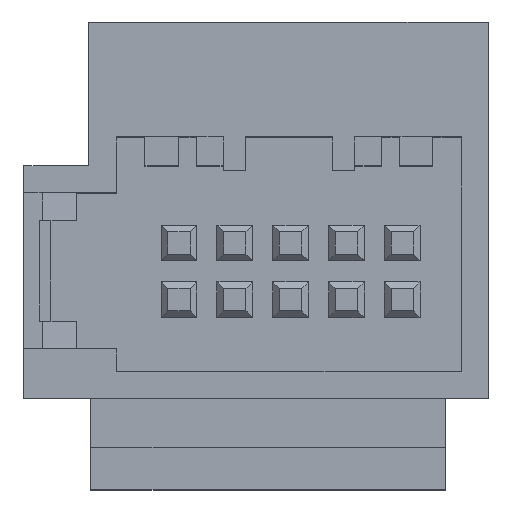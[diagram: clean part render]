
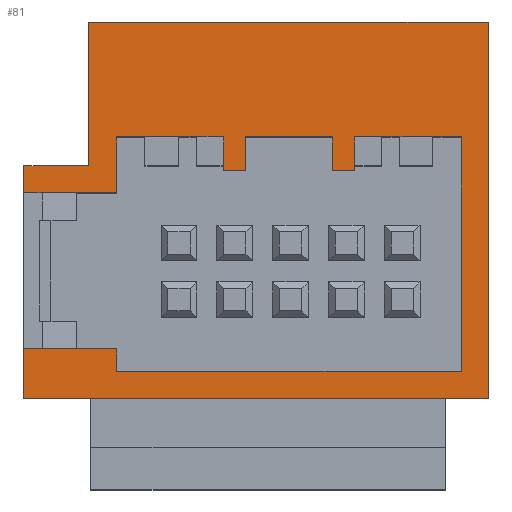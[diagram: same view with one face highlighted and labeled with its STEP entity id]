
A CAD part, top view. The second image highlights one B-rep face of the part: STEP entity #81.
In plain terms, the highlighted planar face has unit normal (0, 0, 1).
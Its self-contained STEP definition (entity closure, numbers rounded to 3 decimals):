
#81=ADVANCED_FACE('',(#404),#246,.F.);
#246=PLANE('',#3282);
#404=FACE_OUTER_BOUND('',#565,.T.);
#565=EDGE_LOOP('',(#782,#783,#784,#785,#786,#787,#788,#789,#790,#791,#792,
#793,#794,#795,#796,#797,#798,#799,#800,#801,#802,#803));
#782=ORIENTED_EDGE('',*,*,#1988,.T.);
#783=ORIENTED_EDGE('',*,*,#1989,.F.);
#784=ORIENTED_EDGE('',*,*,#1990,.T.);
#785=ORIENTED_EDGE('',*,*,#1983,.T.);
#786=ORIENTED_EDGE('',*,*,#1991,.F.);
#787=ORIENTED_EDGE('',*,*,#1992,.T.);
#788=ORIENTED_EDGE('',*,*,#1993,.T.);
#789=ORIENTED_EDGE('',*,*,#1994,.T.);
#790=ORIENTED_EDGE('',*,*,#1995,.F.);
#791=ORIENTED_EDGE('',*,*,#1996,.F.);
#792=ORIENTED_EDGE('',*,*,#1961,.T.);
#793=ORIENTED_EDGE('',*,*,#1997,.T.);
#794=ORIENTED_EDGE('',*,*,#1998,.T.);
#795=ORIENTED_EDGE('',*,*,#1999,.T.);
#796=ORIENTED_EDGE('',*,*,#2000,.T.);
#797=ORIENTED_EDGE('',*,*,#2001,.T.);
#798=ORIENTED_EDGE('',*,*,#2002,.F.);
#799=ORIENTED_EDGE('',*,*,#1976,.T.);
#800=ORIENTED_EDGE('',*,*,#1969,.T.);
#801=ORIENTED_EDGE('',*,*,#2003,.T.);
#802=ORIENTED_EDGE('',*,*,#2004,.T.);
#803=ORIENTED_EDGE('',*,*,#2005,.F.);
#1660=VERTEX_POINT('',#4289);
#1661=VERTEX_POINT('',#4291);
#1668=VERTEX_POINT('',#4306);
#1669=VERTEX_POINT('',#4308);
#1675=VERTEX_POINT('',#4322);
#1681=VERTEX_POINT('',#4335);
#1682=VERTEX_POINT('',#4337);
#1686=VERTEX_POINT('',#4347);
#1687=VERTEX_POINT('',#4348);
#1688=VERTEX_POINT('',#4350);
#1689=VERTEX_POINT('',#4353);
#1690=VERTEX_POINT('',#4355);
#1691=VERTEX_POINT('',#4357);
#1692=VERTEX_POINT('',#4359);
#1693=VERTEX_POINT('',#4361);
#1694=VERTEX_POINT('',#4364);
#1695=VERTEX_POINT('',#4366);
#1696=VERTEX_POINT('',#4368);
#1697=VERTEX_POINT('',#4370);
#1698=VERTEX_POINT('',#4372);
#1699=VERTEX_POINT('',#4375);
#1700=VERTEX_POINT('',#4377);
#1961=EDGE_CURVE('',#1661,#1660,#2414,.T.);
#1969=EDGE_CURVE('',#1669,#1668,#2422,.T.);
#1976=EDGE_CURVE('',#1675,#1669,#2429,.T.);
#1983=EDGE_CURVE('',#1682,#1681,#2436,.T.);
#1988=EDGE_CURVE('',#1686,#1687,#2441,.T.);
#1989=EDGE_CURVE('',#1688,#1687,#2442,.T.);
#1990=EDGE_CURVE('',#1688,#1682,#2443,.T.);
#1991=EDGE_CURVE('',#1689,#1681,#2444,.T.);
#1992=EDGE_CURVE('',#1689,#1690,#2445,.T.);
#1993=EDGE_CURVE('',#1690,#1691,#2446,.T.);
#1994=EDGE_CURVE('',#1691,#1692,#2447,.T.);
#1995=EDGE_CURVE('',#1693,#1692,#2448,.T.);
#1996=EDGE_CURVE('',#1661,#1693,#2449,.T.);
#1997=EDGE_CURVE('',#1660,#1694,#2450,.T.);
#1998=EDGE_CURVE('',#1694,#1695,#2451,.T.);
#1999=EDGE_CURVE('',#1695,#1696,#2452,.T.);
#2000=EDGE_CURVE('',#1696,#1697,#2453,.T.);
#2001=EDGE_CURVE('',#1697,#1698,#2454,.T.);
#2002=EDGE_CURVE('',#1675,#1698,#2455,.T.);
#2003=EDGE_CURVE('',#1668,#1699,#2456,.T.);
#2004=EDGE_CURVE('',#1699,#1700,#2457,.T.);
#2005=EDGE_CURVE('',#1686,#1700,#2458,.T.);
#2414=LINE('',#4290,#2852);
#2422=LINE('',#4307,#2860);
#2429=LINE('',#4321,#2867);
#2436=LINE('',#4336,#2874);
#2441=LINE('',#4346,#2879);
#2442=LINE('',#4349,#2880);
#2443=LINE('',#4351,#2881);
#2444=LINE('',#4352,#2882);
#2445=LINE('',#4354,#2883);
#2446=LINE('',#4356,#2884);
#2447=LINE('',#4358,#2885);
#2448=LINE('',#4360,#2886);
#2449=LINE('',#4362,#2887);
#2450=LINE('',#4363,#2888);
#2451=LINE('',#4365,#2889);
#2452=LINE('',#4367,#2890);
#2453=LINE('',#4369,#2891);
#2454=LINE('',#4371,#2892);
#2455=LINE('',#4373,#2893);
#2456=LINE('',#4374,#2894);
#2457=LINE('',#4376,#2895);
#2458=LINE('',#4378,#2896);
#2852=VECTOR('',#3477,1.);
#2860=VECTOR('',#3487,1.);
#2867=VECTOR('',#3496,1.);
#2874=VECTOR('',#3505,1.);
#2879=VECTOR('',#3512,1.);
#2880=VECTOR('',#3513,1.);
#2881=VECTOR('',#3514,1.);
#2882=VECTOR('',#3515,1.);
#2883=VECTOR('',#3516,1.);
#2884=VECTOR('',#3517,1.);
#2885=VECTOR('',#3518,1.);
#2886=VECTOR('',#3519,1.);
#2887=VECTOR('',#3520,1.);
#2888=VECTOR('',#3521,1.);
#2889=VECTOR('',#3522,1.);
#2890=VECTOR('',#3523,1.);
#2891=VECTOR('',#3524,1.);
#2892=VECTOR('',#3525,1.);
#2893=VECTOR('',#3526,1.);
#2894=VECTOR('',#3527,1.);
#2895=VECTOR('',#3528,1.);
#2896=VECTOR('',#3529,1.);
#3282=AXIS2_PLACEMENT_3D('',#4379,#3530,#3531);
#3477=DIRECTION('',(1.,0.,0.));
#3487=DIRECTION('',(1.,0.,0.));
#3496=DIRECTION('',(0.,1.,0.));
#3505=DIRECTION('',(0.,1.,0.));
#3512=DIRECTION('',(-1.,0.,0.));
#3513=DIRECTION('',(0.,1.,0.));
#3514=DIRECTION('',(1.,0.,0.));
#3515=DIRECTION('',(1.,0.,0.));
#3516=DIRECTION('',(0.,-1.,0.));
#3517=DIRECTION('',(-1.,0.,0.));
#3518=DIRECTION('',(0.,-1.,0.));
#3519=DIRECTION('',(-1.,0.,0.));
#3520=DIRECTION('',(0.,-1.,0.));
#3521=DIRECTION('',(0.,-1.,0.));
#3522=DIRECTION('',(1.,0.,0.));
#3523=DIRECTION('',(0.,1.,0.));
#3524=DIRECTION('',(1.,0.,0.));
#3525=DIRECTION('',(0.,-1.,0.));
#3526=DIRECTION('',(-1.,0.,0.));
#3527=DIRECTION('',(0.,-1.,0.));
#3528=DIRECTION('',(-1.,0.,0.));
#3529=DIRECTION('',(0.,-1.,0.));
#3530=DIRECTION('',(0.,0.,-1.));
#3531=DIRECTION('',(-1.,0.,0.));
#4289=CARTESIAN_POINT('',(-2.925,6.,12.4));
#4290=CARTESIAN_POINT('',(-7.75,6.,12.4));
#4291=CARTESIAN_POINT('',(-7.7,6.,12.4));
#4306=CARTESIAN_POINT('',(7.75,6.,12.4));
#4307=CARTESIAN_POINT('',(-7.75,6.,12.4));
#4308=CARTESIAN_POINT('',(2.975,6.,12.4));
#4321=CARTESIAN_POINT('',(2.975,4.5,12.4));
#4322=CARTESIAN_POINT('',(2.975,4.5,12.4));
#4335=CARTESIAN_POINT('',(8.95,11.15,12.4));
#4336=CARTESIAN_POINT('',(8.95,11.15,12.4));
#4337=CARTESIAN_POINT('',(8.95,-5.7,12.4));
#4346=CARTESIAN_POINT('',(-7.75,-3.5,12.4));
#4347=CARTESIAN_POINT('',(-7.7,-3.5,12.4));
#4348=CARTESIAN_POINT('',(-11.85,-3.5,12.4));
#4349=CARTESIAN_POINT('',(-11.85,4.7,12.4));
#4350=CARTESIAN_POINT('',(-11.85,-5.7,12.4));
#4351=CARTESIAN_POINT('',(8.95,-5.7,12.4));
#4352=CARTESIAN_POINT('',(-11.85,11.15,12.4));
#4353=CARTESIAN_POINT('',(-8.95,11.15,12.4));
#4354=CARTESIAN_POINT('',(-8.95,4.7,12.4));
#4355=CARTESIAN_POINT('',(-8.95,4.7,12.4));
#4356=CARTESIAN_POINT('',(-11.85,4.7,12.4));
#4357=CARTESIAN_POINT('',(-11.85,4.7,12.4));
#4358=CARTESIAN_POINT('',(-11.85,-5.7,12.4));
#4359=CARTESIAN_POINT('',(-11.85,3.5,12.4));
#4360=CARTESIAN_POINT('',(-11.85,3.5,12.4));
#4361=CARTESIAN_POINT('',(-7.7,3.5,12.4));
#4362=CARTESIAN_POINT('',(-7.7,4.7,12.4));
#4363=CARTESIAN_POINT('',(-2.925,6.,12.4));
#4364=CARTESIAN_POINT('',(-2.925,4.5,12.4));
#4365=CARTESIAN_POINT('',(-2.925,4.5,12.4));
#4366=CARTESIAN_POINT('',(-1.925,4.5,12.4));
#4367=CARTESIAN_POINT('',(-1.925,4.5,12.4));
#4368=CARTESIAN_POINT('',(-1.925,6.,12.4));
#4369=CARTESIAN_POINT('',(-7.75,6.,12.4));
#4370=CARTESIAN_POINT('',(1.975,6.,12.4));
#4371=CARTESIAN_POINT('',(1.975,6.,12.4));
#4372=CARTESIAN_POINT('',(1.975,4.5,12.4));
#4373=CARTESIAN_POINT('',(-11.85,4.5,12.4));
#4374=CARTESIAN_POINT('',(7.75,6.,12.4));
#4375=CARTESIAN_POINT('',(7.75,-4.5,12.4));
#4376=CARTESIAN_POINT('',(7.75,-4.5,12.4));
#4377=CARTESIAN_POINT('',(-7.7,-4.5,12.4));
#4378=CARTESIAN_POINT('',(-7.7,4.7,12.4));
#4379=CARTESIAN_POINT('',(-11.85,4.7,12.4));
